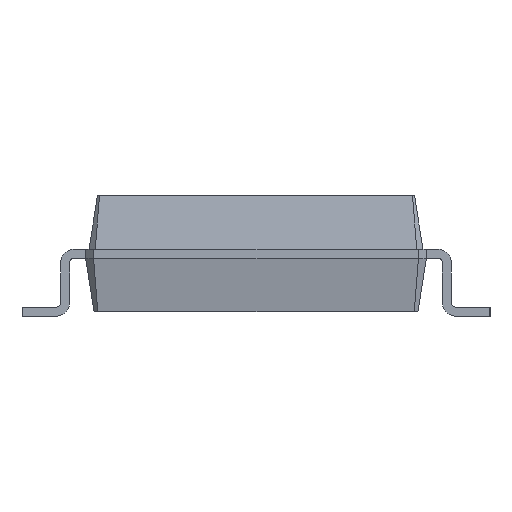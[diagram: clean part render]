
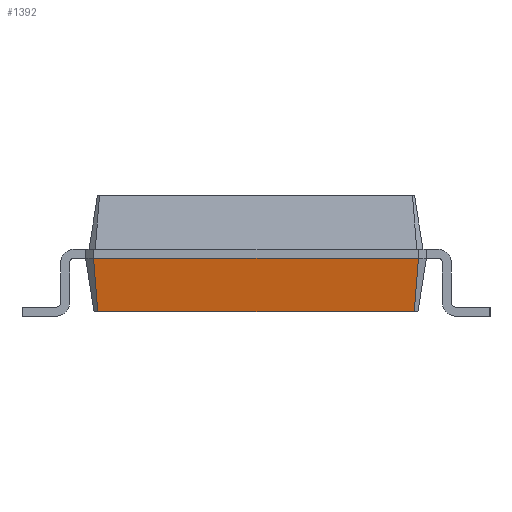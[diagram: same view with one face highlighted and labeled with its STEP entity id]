
A CAD part, front view. The second image highlights one B-rep face of the part: STEP entity #1392.
In plain terms, the highlighted free-form (B-spline) face has degree [1, 1] with [2, 2] control points.
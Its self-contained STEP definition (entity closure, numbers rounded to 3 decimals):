
#54 = PLANE('',#55);
#55 = AXIS2_PLACEMENT_3D('',#56,#57,#58);
#56 = CARTESIAN_POINT('',(-8.764,-3.482,0.1));
#57 = DIRECTION('',(0.,0.,1.));
#58 = DIRECTION('',(0.929,0.369,0.));
#200 = VERTEX_POINT('',#201);
#201 = CARTESIAN_POINT('',(8.764,3.482,0.1));
#215 = B_SPLINE_SURFACE_WITH_KNOTS('',1,1,(
    (#216,#217)
    ,(#218,#219
    )),.UNSPECIFIED.,.F.,.F.,.F.,(2,2),(2,2),(0.,0.247),(
    0.,1.),.PIECEWISE_BEZIER_KNOTS.);
#216 = CARTESIAN_POINT('',(8.682,3.564,0.1));
#217 = CARTESIAN_POINT('',(8.775,3.75,1.275));
#218 = CARTESIAN_POINT('',(8.764,3.482,0.1));
#219 = CARTESIAN_POINT('',(8.95,3.575,1.275));
#226 = EDGE_CURVE('',#200,#227,#229,.T.);
#227 = VERTEX_POINT('',#228);
#228 = CARTESIAN_POINT('',(8.764,-3.482,0.1));
#229 = SURFACE_CURVE('',#230,(#234,#241),.PCURVE_S1.);
#230 = LINE('',#231,#232);
#231 = CARTESIAN_POINT('',(8.764,3.482,0.1));
#232 = VECTOR('',#233,1.);
#233 = DIRECTION('',(0.,-1.,0.));
#234 = PCURVE('',#54,#235);
#235 = DEFINITIONAL_REPRESENTATION('',(#236),#240);
#236 = LINE('',#237,#238);
#237 = CARTESIAN_POINT('',(18.861,0.));
#238 = VECTOR('',#239,1.);
#239 = DIRECTION('',(-0.369,-0.929));
#240 = ( GEOMETRIC_REPRESENTATION_CONTEXT(2) 
PARAMETRIC_REPRESENTATION_CONTEXT() REPRESENTATION_CONTEXT('2D SPACE',''
  ) );
#241 = PCURVE('',#242,#247);
#242 = B_SPLINE_SURFACE_WITH_KNOTS('',1,1,(
    (#243,#244)
    ,(#245,#246
    )),.UNSPECIFIED.,.F.,.F.,.F.,(2,2),(2,2),(0.,7.15),(0.,1.)
  ,.PIECEWISE_BEZIER_KNOTS.);
#243 = CARTESIAN_POINT('',(8.764,3.482,0.1));
#244 = CARTESIAN_POINT('',(8.95,3.575,1.275));
#245 = CARTESIAN_POINT('',(8.764,-3.482,0.1));
#246 = CARTESIAN_POINT('',(8.95,-3.575,1.275));
#247 = DEFINITIONAL_REPRESENTATION('',(#248),#251);
#248 = B_SPLINE_CURVE_WITH_KNOTS('',1,(#249,#250),.UNSPECIFIED.,.F.,.F.,
  (2,2),(0.,6.964),.PIECEWISE_BEZIER_KNOTS.);
#249 = CARTESIAN_POINT('',(0.,0.));
#250 = CARTESIAN_POINT('',(7.15,0.));
#251 = ( GEOMETRIC_REPRESENTATION_CONTEXT(2) 
PARAMETRIC_REPRESENTATION_CONTEXT() REPRESENTATION_CONTEXT('2D SPACE',''
  ) );
#269 = B_SPLINE_SURFACE_WITH_KNOTS('',1,1,(
    (#270,#271)
    ,(#272,#273
    )),.UNSPECIFIED.,.F.,.F.,.F.,(2,2),(2,2),(0.,0.247),(
    0.,1.),.PIECEWISE_BEZIER_KNOTS.);
#270 = CARTESIAN_POINT('',(8.764,-3.482,0.1));
#271 = CARTESIAN_POINT('',(8.95,-3.575,1.275));
#272 = CARTESIAN_POINT('',(8.682,-3.564,0.1));
#273 = CARTESIAN_POINT('',(8.775,-3.75,1.275));
#1344 = EDGE_CURVE('',#200,#1345,#1347,.T.);
#1345 = VERTEX_POINT('',#1346);
#1346 = CARTESIAN_POINT('',(8.95,3.575,1.275));
#1347 = SURFACE_CURVE('',#1348,(#1351,#1358),.PCURVE_S1.);
#1348 = B_SPLINE_CURVE_WITH_KNOTS('',1,(#1349,#1350),.UNSPECIFIED.,.F.,
  .F.,(2,2),(0.,1.),.PIECEWISE_BEZIER_KNOTS.);
#1349 = CARTESIAN_POINT('',(8.764,3.482,0.1));
#1350 = CARTESIAN_POINT('',(8.95,3.575,1.275));
#1351 = PCURVE('',#215,#1352);
#1352 = DEFINITIONAL_REPRESENTATION('',(#1353),#1357);
#1353 = LINE('',#1354,#1355);
#1354 = CARTESIAN_POINT('',(0.247,0.));
#1355 = VECTOR('',#1356,1.);
#1356 = DIRECTION('',(0.,1.));
#1357 = ( GEOMETRIC_REPRESENTATION_CONTEXT(2) 
PARAMETRIC_REPRESENTATION_CONTEXT() REPRESENTATION_CONTEXT('2D SPACE',''
  ) );
#1358 = PCURVE('',#242,#1359);
#1359 = DEFINITIONAL_REPRESENTATION('',(#1360),#1364);
#1360 = LINE('',#1361,#1362);
#1361 = CARTESIAN_POINT('',(0.,0.));
#1362 = VECTOR('',#1363,1.);
#1363 = DIRECTION('',(0.,1.));
#1364 = ( GEOMETRIC_REPRESENTATION_CONTEXT(2) 
PARAMETRIC_REPRESENTATION_CONTEXT() REPRESENTATION_CONTEXT('2D SPACE',''
  ) );
#1392 = ADVANCED_FACE('',(#1393),#242,.F.);
#1393 = FACE_BOUND('',#1394,.F.);
#1394 = EDGE_LOOP('',(#1395,#1396,#1418,#1444));
#1395 = ORIENTED_EDGE('',*,*,#226,.T.);
#1396 = ORIENTED_EDGE('',*,*,#1397,.T.);
#1397 = EDGE_CURVE('',#227,#1398,#1400,.T.);
#1398 = VERTEX_POINT('',#1399);
#1399 = CARTESIAN_POINT('',(8.95,-3.575,1.275));
#1400 = SURFACE_CURVE('',#1401,(#1404,#1411),.PCURVE_S1.);
#1401 = B_SPLINE_CURVE_WITH_KNOTS('',1,(#1402,#1403),.UNSPECIFIED.,.F.,
  .F.,(2,2),(0.,1.),.PIECEWISE_BEZIER_KNOTS.);
#1402 = CARTESIAN_POINT('',(8.764,-3.482,0.1));
#1403 = CARTESIAN_POINT('',(8.95,-3.575,1.275));
#1404 = PCURVE('',#242,#1405);
#1405 = DEFINITIONAL_REPRESENTATION('',(#1406),#1410);
#1406 = LINE('',#1407,#1408);
#1407 = CARTESIAN_POINT('',(7.15,0.));
#1408 = VECTOR('',#1409,1.);
#1409 = DIRECTION('',(0.,1.));
#1410 = ( GEOMETRIC_REPRESENTATION_CONTEXT(2) 
PARAMETRIC_REPRESENTATION_CONTEXT() REPRESENTATION_CONTEXT('2D SPACE',''
  ) );
#1411 = PCURVE('',#269,#1412);
#1412 = DEFINITIONAL_REPRESENTATION('',(#1413),#1417);
#1413 = LINE('',#1414,#1415);
#1414 = CARTESIAN_POINT('',(0.,0.));
#1415 = VECTOR('',#1416,1.);
#1416 = DIRECTION('',(0.,1.));
#1417 = ( GEOMETRIC_REPRESENTATION_CONTEXT(2) 
PARAMETRIC_REPRESENTATION_CONTEXT() REPRESENTATION_CONTEXT('2D SPACE',''
  ) );
#1418 = ORIENTED_EDGE('',*,*,#1419,.F.);
#1419 = EDGE_CURVE('',#1345,#1398,#1420,.T.);
#1420 = SURFACE_CURVE('',#1421,(#1425,#1432),.PCURVE_S1.);
#1421 = LINE('',#1422,#1423);
#1422 = CARTESIAN_POINT('',(8.95,3.575,1.275));
#1423 = VECTOR('',#1424,1.);
#1424 = DIRECTION('',(0.,-1.,0.));
#1425 = PCURVE('',#242,#1426);
#1426 = DEFINITIONAL_REPRESENTATION('',(#1427),#1431);
#1427 = LINE('',#1428,#1429);
#1428 = CARTESIAN_POINT('',(0.,1.));
#1429 = VECTOR('',#1430,1.);
#1430 = DIRECTION('',(1.,0.));
#1431 = ( GEOMETRIC_REPRESENTATION_CONTEXT(2) 
PARAMETRIC_REPRESENTATION_CONTEXT() REPRESENTATION_CONTEXT('2D SPACE',''
  ) );
#1432 = PCURVE('',#1433,#1438);
#1433 = PLANE('',#1434);
#1434 = AXIS2_PLACEMENT_3D('',#1435,#1436,#1437);
#1435 = CARTESIAN_POINT('',(8.95,3.575,1.475));
#1436 = DIRECTION('',(-1.,0.,0.));
#1437 = DIRECTION('',(0.,-1.,0.));
#1438 = DEFINITIONAL_REPRESENTATION('',(#1439),#1443);
#1439 = LINE('',#1440,#1441);
#1440 = CARTESIAN_POINT('',(0.,-0.2));
#1441 = VECTOR('',#1442,1.);
#1442 = DIRECTION('',(1.,0.));
#1443 = ( GEOMETRIC_REPRESENTATION_CONTEXT(2) 
PARAMETRIC_REPRESENTATION_CONTEXT() REPRESENTATION_CONTEXT('2D SPACE',''
  ) );
#1444 = ORIENTED_EDGE('',*,*,#1344,.F.);
